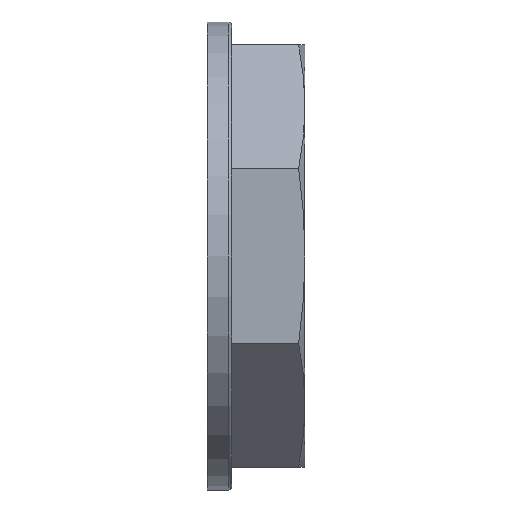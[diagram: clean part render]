
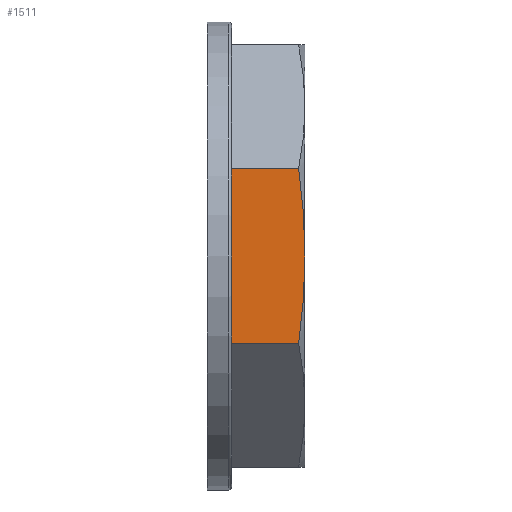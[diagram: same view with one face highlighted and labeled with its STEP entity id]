
A CAD part, front view. The second image highlights one B-rep face of the part: STEP entity #1511.
In plain terms, the highlighted planar face has unit normal (0, -1, 0).
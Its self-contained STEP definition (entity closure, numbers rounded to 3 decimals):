
#4 = AXIS2_PLACEMENT_3D ( 'NONE', #5160, #5167, #5168 ) ;
#115 = VECTOR ( 'NONE', #2565, 1000. ) ;
#116 = VECTOR ( 'NONE', #2579, 1000. ) ;
#117 = VECTOR ( 'NONE', #2583, 1000. ) ;
#446 = CARTESIAN_POINT ( 'NONE',  ( 4., -34.5, -14.29 ) ) ;
#461 = CARTESIAN_POINT ( 'NONE',  ( 14.965, -34.5, -14.29 ) ) ;
#472 = CARTESIAN_POINT ( 'NONE',  ( 14.965, -34.5, 14.29 ) ) ;
#476 = CARTESIAN_POINT ( 'NONE',  ( 16., -34.5, 0. ) ) ;
#494 = CARTESIAN_POINT ( 'NONE',  ( 4., -34.5, 14.29 ) ) ;
#1511 = ADVANCED_FACE ( 'NONE', ( #5164 ), #5165, .F. ) ;
#1619 = VERTEX_POINT ( 'NONE', #446 ) ;
#1622 = VERTEX_POINT ( 'NONE', #461 ) ;
#1623 = VERTEX_POINT ( 'NONE', #472 ) ;
#1628 = VERTEX_POINT ( 'NONE', #476 ) ;
#1646 = VERTEX_POINT ( 'NONE', #494 ) ;
#2416 = EDGE_CURVE ( 'NONE', #1623, #1646, #2562, .T. ) ;
#2418 = EDGE_CURVE ( 'NONE', #1623, #1628, #3986, .T. ) ;
#2419 = EDGE_CURVE ( 'NONE', #1646, #1619, #2577, .T. ) ;
#2420 = EDGE_CURVE ( 'NONE', #1622, #1619, #2580, .T. ) ;
#2421 = EDGE_CURVE ( 'NONE', #1628, #1622, #3987, .T. ) ;
#2554 = CARTESIAN_POINT ( 'NONE',  ( 14.965, -34.5, 14.29 ) ) ;
#2562 = LINE ( 'NONE', #2564, #115 ) ;
#2564 = CARTESIAN_POINT ( 'NONE',  ( 16., -34.5, 14.29 ) ) ;
#2565 = DIRECTION ( 'NONE',  ( -1., 0., 0. ) ) ;
#2566 = CARTESIAN_POINT ( 'NONE',  ( 15.296, -34.5, 11.917 ) ) ;
#2571 = CARTESIAN_POINT ( 'NONE',  ( 16., -34.5, -2.375 ) ) ;
#2573 = CARTESIAN_POINT ( 'NONE',  ( 15.556, -34.5, 9.54 ) ) ;
#2574 = CARTESIAN_POINT ( 'NONE',  ( 15.909, -34.5, 4.777 ) ) ;
#2575 = CARTESIAN_POINT ( 'NONE',  ( 16., -34.5, 2.391 ) ) ;
#2576 = CARTESIAN_POINT ( 'NONE',  ( 16., -34.5, 0. ) ) ;
#2577 = LINE ( 'NONE', #2578, #116 ) ;
#2578 = CARTESIAN_POINT ( 'NONE',  ( 4., -34.5, 14.29 ) ) ;
#2579 = DIRECTION ( 'NONE',  ( 0., 0., -1. ) ) ;
#2580 = LINE ( 'NONE', #2582, #117 ) ;
#2581 = CARTESIAN_POINT ( 'NONE',  ( 16., -34.5, 0. ) ) ;
#2582 = CARTESIAN_POINT ( 'NONE',  ( 16., -34.5, -14.29 ) ) ;
#2583 = DIRECTION ( 'NONE',  ( -1., 0., 0. ) ) ;
#2585 = CARTESIAN_POINT ( 'NONE',  ( 15.91, -34.5, -4.754 ) ) ;
#2586 = CARTESIAN_POINT ( 'NONE',  ( 15.558, -34.5, -9.523 ) ) ;
#2587 = CARTESIAN_POINT ( 'NONE',  ( 15.296, -34.5, -11.917 ) ) ;
#2588 = CARTESIAN_POINT ( 'NONE',  ( 14.965, -34.5, -14.29 ) ) ;
#3344 = EDGE_LOOP ( 'NONE', ( #4746, #4745, #4744, #4743, #4742 ) ) ;
#3986 = B_SPLINE_CURVE_WITH_KNOTS ( 'NONE', 3,
 ( #2554, #2566, #2573, #2574, #2575, #2576 ),
 .UNSPECIFIED., .F., .F.,
 ( 4, 2, 4 ),
 ( 0.07, 0.078, 0.085 ),
 .UNSPECIFIED. ) ;
#3987 = B_SPLINE_CURVE_WITH_KNOTS ( 'NONE', 3,
 ( #2581, #2571, #2585, #2586, #2587, #2588 ),
 .UNSPECIFIED., .F., .F.,
 ( 4, 2, 4 ),
 ( 0.085, 0.092, 0.099 ),
 .UNSPECIFIED. ) ;
#4742 = ORIENTED_EDGE ( 'NONE', *, *, #2421, .F. ) ;
#4743 = ORIENTED_EDGE ( 'NONE', *, *, #2420, .F. ) ;
#4744 = ORIENTED_EDGE ( 'NONE', *, *, #2419, .T. ) ;
#4745 = ORIENTED_EDGE ( 'NONE', *, *, #2416, .T. ) ;
#4746 = ORIENTED_EDGE ( 'NONE', *, *, #2418, .F. ) ;
#5160 = CARTESIAN_POINT ( 'NONE',  ( 16., -34.5, 14.29 ) ) ;
#5164 = FACE_OUTER_BOUND ( 'NONE', #3344, .T. ) ;
#5165 = PLANE ( 'NONE',  #4 ) ;
#5167 = DIRECTION ( 'NONE',  ( 0., 1., 0. ) ) ;
#5168 = DIRECTION ( 'NONE',  ( 0., 0., 1. ) ) ;
